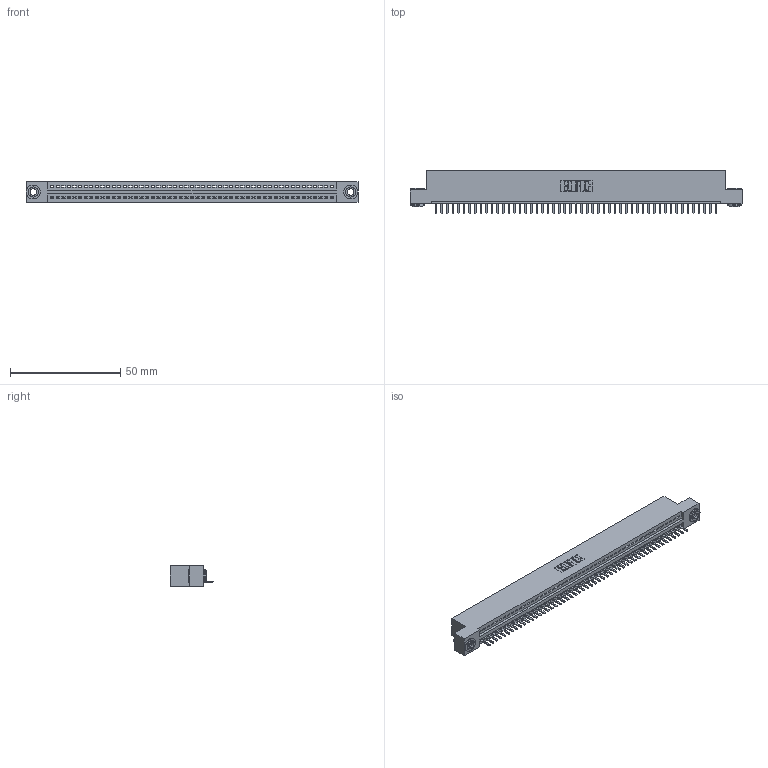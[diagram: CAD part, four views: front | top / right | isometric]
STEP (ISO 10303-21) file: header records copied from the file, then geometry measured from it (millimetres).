
FILE_DESCRIPTION (( 'STEP AP203' ), '1' );
FILE_NAME ('345-051-520-103.STEP', '2019-10-09T14:13:18', ( '' ), ( '' ), 'SwSTEP 2.0', 'SolidWorks 2016', '' );
FILE_SCHEMA (( 'CONFIG_CONTROL_DESIGN' ));
Length unit declared in the file: inch
Products named in the file (4): 345-250-002_345-250-002-102; 345 Part_Flush Mounting Lugs - 0.156 Dia-TH; 345-292-001_345-293-120; 345-051-520-103
Assembly tree (54 placements, depth 2):
  345-051-520-103
    345 Part_Flush Mounting Lugs - 0.156 Dia-TH
    345-292-001_345-293-120  x51
    345-250-002_345-250-002-102  x2
Bounding box: 150.75 x 19.68 x 9.4 mm (x, y, z)
Volume: 14264.7 mm3; surface area: 18813.4 mm2
Topology: 54 solids, 54 shells, 3326 faces, 9801 edges, 6394 vertices
Faces by surface type: plane 2232, cylinder 1086, cone 8
Entity records: 37936 total; most frequent: CARTESIAN_POINT 6560, ORIENTED_EDGE 6526, DIRECTION 5735, EDGE_CURVE 3263, VECTOR 2899, LINE 2899, VERTEX_POINT 2170, AXIS2_PLACEMENT_3D 1418
